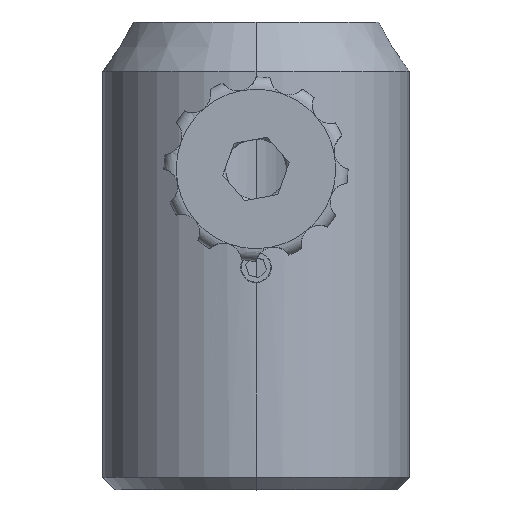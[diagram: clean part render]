
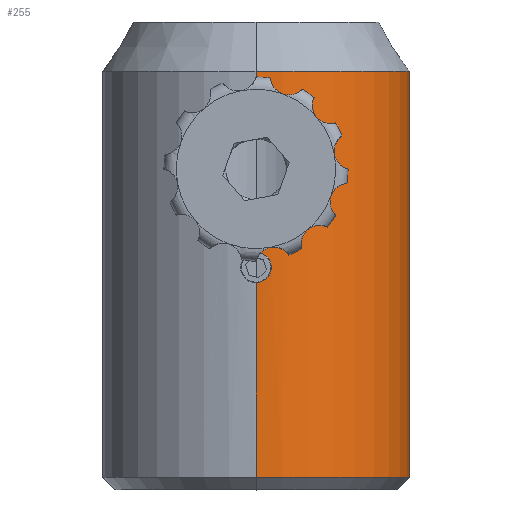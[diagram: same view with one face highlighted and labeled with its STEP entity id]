
A CAD part, top view. The second image highlights one B-rep face of the part: STEP entity #255.
In plain terms, the highlighted cylindrical face has radius 12.5 mm (diameter 25 mm), a partial arc.
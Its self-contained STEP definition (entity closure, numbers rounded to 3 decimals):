
#18 = DIRECTION ( 'NONE',  ( 0., 0., -1. ) ) ;
#26 = CARTESIAN_POINT ( 'NONE',  ( 0., -8.728, 0. ) ) ;
#74 = CARTESIAN_POINT ( 'NONE',  ( 1.25, 8.372, 12.437 ) ) ;
#131 = CARTESIAN_POINT ( 'NONE',  ( 0.63, 9.464, 12.485 ) ) ;
#162 = CARTESIAN_POINT ( 'NONE',  ( 2.371, 17.181, 12.273 ) ) ;
#180 = CARTESIAN_POINT ( 'NONE',  ( 0.328, 18.856, 12.497 ) ) ;
#194 = CARTESIAN_POINT ( 'NONE',  ( 0., 18.872, 12.5 ) ) ;
#244 = CARTESIAN_POINT ( 'NONE',  ( 0., 24.372, 12.5 ) ) ;
#255 = ADVANCED_FACE ( 'NONE', ( #3489 ), #534, .T. ) ;
#300 = EDGE_CURVE ( 'NONE', #3301, #359, #1398, .T. ) ;
#359 = VERTEX_POINT ( 'NONE', #2145 ) ;
#360 = CARTESIAN_POINT ( 'NONE',  ( 1.092, 7.741, 12.452 ) ) ;
#387 = VECTOR ( 'NONE', #3212, 1000. ) ;
#405 = CARTESIAN_POINT ( 'NONE',  ( 0.768, 9.371, 12.477 ) ) ;
#413 = CARTESIAN_POINT ( 'NONE',  ( 0., -19.865, 0. ) ) ;
#448 = VERTEX_POINT ( 'NONE', #3299 ) ;
#466 = EDGE_CURVE ( 'NONE', #448, #651, #3577, .T. ) ;
#481 = CARTESIAN_POINT ( 'NONE',  ( 0.648, 18.792, 12.484 ) ) ;
#493 = VERTEX_POINT ( 'NONE', #2523 ) ;
#532 = CARTESIAN_POINT ( 'NONE',  ( 2.168, 15.117, 12.311 ) ) ;
#534 = CYLINDRICAL_SURFACE ( 'NONE', #1212, 12.5 ) ;
#557 = DIRECTION ( 'NONE',  ( 0., -1., 0. ) ) ;
#559 = CARTESIAN_POINT ( 'NONE',  ( 1.987, 14.846, 12.341 ) ) ;
#597 = B_SPLINE_CURVE_WITH_KNOTS ( 'NONE', 3,
 ( #74, #2858, #1755, #360, #1154, #3136, #1439, #3425, #2577, #885 ),
 .UNSPECIFIED., .F., .F.,
 ( 4, 2, 2, 2, 4 ),
 ( 0., 0., 0.001, 0.001, 0.002 ),
 .UNSPECIFIED. ) ;
#615 = VERTEX_POINT ( 'NONE', #2294 ) ;
#651 = VERTEX_POINT ( 'NONE', #1441 ) ;
#762 = CARTESIAN_POINT ( 'NONE',  ( 0.807, 18.743, 12.475 ) ) ;
#797 = CARTESIAN_POINT ( 'NONE',  ( 2.483, 16.042, 12.251 ) ) ;
#819 = CARTESIAN_POINT ( 'NONE',  ( 0.164, 13.872, 12.5 ) ) ;
#842 = DIRECTION ( 'NONE',  ( 0., 0., -1. ) ) ;
#854 = DIRECTION ( 'NONE',  ( 0., -1., 0. ) ) ;
#885 = CARTESIAN_POINT ( 'NONE',  ( 0., 7.122, 12.5 ) ) ;
#906 = VERTEX_POINT ( 'NONE', #1026 ) ;
#952 = VERTEX_POINT ( 'NONE', #244 ) ;
#1026 = CARTESIAN_POINT ( 'NONE',  ( 0., -8.728, 12.5 ) ) ;
#1027 = ORIENTED_EDGE ( 'NONE', *, *, #1197, .T. ) ;
#1039 = CARTESIAN_POINT ( 'NONE',  ( 1.109, 18.618, 12.452 ) ) ;
#1053 = CARTESIAN_POINT ( 'NONE',  ( 1.258, 14.187, 12.44 ) ) ;
#1083 = DIRECTION ( 'NONE',  ( 0., -1., 0. ) ) ;
#1088 = CARTESIAN_POINT ( 'NONE',  ( 0.326, 13.888, 12.497 ) ) ;
#1095 = EDGE_CURVE ( 'NONE', #493, #906, #3530, .T. ) ;
#1146 = AXIS2_PLACEMENT_3D ( 'NONE', #1949, #1655, #18 ) ;
#1154 = CARTESIAN_POINT ( 'NONE',  ( 0.999, 7.603, 12.461 ) ) ;
#1197 = EDGE_CURVE ( 'NONE', #359, #493, #597, .T. ) ;
#1205 = EDGE_CURVE ( 'NONE', #615, #3301, #2642, .T. ) ;
#1212 = AXIS2_PLACEMENT_3D ( 'NONE', #413, #3266, #3505 ) ;
#1267 = CARTESIAN_POINT ( 'NONE',  ( 0., 9.622, 12.5 ) ) ;
#1280 = CARTESIAN_POINT ( 'NONE',  ( 2.42, 17.022, 12.264 ) ) ;
#1310 = CARTESIAN_POINT ( 'NONE',  ( 1.25, 8.537, 12.437 ) ) ;
#1323 = CARTESIAN_POINT ( 'NONE',  ( 1.525, 18.359, 12.407 ) ) ;
#1349 = CARTESIAN_POINT ( 'NONE',  ( 1.882, 14.718, 12.358 ) ) ;
#1382 = CARTESIAN_POINT ( 'NONE',  ( 0., 13.872, 12.5 ) ) ;
#1398 = B_SPLINE_CURVE_WITH_KNOTS ( 'NONE', 3,
 ( #1267, #3223, #3554, #131, #405, #1540, #3050, #1896, #1310, #3582 ),
 .UNSPECIFIED., .F., .F.,
 ( 4, 2, 2, 2, 4 ),
 ( 0.006, 0.006, 0.007, 0.007, 0.008 ),
 .UNSPECIFIED. ) ;
#1439 = CARTESIAN_POINT ( 'NONE',  ( 0.629, 7.279, 12.485 ) ) ;
#1441 = CARTESIAN_POINT ( 'NONE',  ( 0., -8.728, -12.5 ) ) ;
#1476 = VECTOR ( 'NONE', #557, 1000. ) ;
#1540 = CARTESIAN_POINT ( 'NONE',  ( 0.999, 9.141, 12.461 ) ) ;
#1553 = CARTESIAN_POINT ( 'NONE',  ( 1.997, 17.91, 12.342 ) ) ;
#1570 = CARTESIAN_POINT ( 'NONE',  ( 2.5, 16.536, 12.247 ) ) ;
#1602 = CARTESIAN_POINT ( 'NONE',  ( 2.184, 17.632, 12.308 ) ) ;
#1653 = CARTESIAN_POINT ( 'NONE',  ( 0.649, 13.952, 12.484 ) ) ;
#1655 = DIRECTION ( 'NONE',  ( 0., -1., 0. ) ) ;
#1658 = ORIENTED_EDGE ( 'NONE', *, *, #3404, .T. ) ;
#1677 = ORIENTED_EDGE ( 'NONE', *, *, #1682, .T. ) ;
#1682 = EDGE_CURVE ( 'NONE', #448, #952, #3241, .T. ) ;
#1733 = CARTESIAN_POINT ( 'NONE',  ( 0., -19.865, 12.5 ) ) ;
#1755 = CARTESIAN_POINT ( 'NONE',  ( 1.217, 8.044, 12.441 ) ) ;
#1819 = ORIENTED_EDGE ( 'NONE', *, *, #466, .F. ) ;
#1853 = AXIS2_PLACEMENT_3D ( 'NONE', #26, #854, #842 ) ;
#1877 = CARTESIAN_POINT ( 'NONE',  ( 0.165, 18.872, 12.5 ) ) ;
#1896 = CARTESIAN_POINT ( 'NONE',  ( 1.217, 8.701, 12.441 ) ) ;
#1918 = CARTESIAN_POINT ( 'NONE',  ( 2.5, 16.205, 12.247 ) ) ;
#1936 = CARTESIAN_POINT ( 'NONE',  ( 2.42, 15.722, 12.264 ) ) ;
#1949 = CARTESIAN_POINT ( 'NONE',  ( 0., 24.372, 0. ) ) ;
#1963 = CARTESIAN_POINT ( 'NONE',  ( 0., -19.865, 12.5 ) ) ;
#2091 = ORIENTED_EDGE ( 'NONE', *, *, #1205, .T. ) ;
#2141 = CIRCLE ( 'NONE', #1853, 12.5 ) ;
#2145 = CARTESIAN_POINT ( 'NONE',  ( 1.25, 8.372, 12.437 ) ) ;
#2209 = CARTESIAN_POINT ( 'NONE',  ( 0., 18.872, 12.5 ) ) ;
#2210 = EDGE_CURVE ( 'NONE', #952, #3493, #2938, .T. ) ;
#2238 = ORIENTED_EDGE ( 'NONE', *, *, #1095, .T. ) ;
#2294 = CARTESIAN_POINT ( 'NONE',  ( 0., 13.872, 12.5 ) ) ;
#2340 = ORIENTED_EDGE ( 'NONE', *, *, #2210, .T. ) ;
#2487 = CARTESIAN_POINT ( 'NONE',  ( 0., -19.865, 12.5 ) ) ;
#2497 = CARTESIAN_POINT ( 'NONE',  ( 0., -19.865, -12.5 ) ) ;
#2499 = ORIENTED_EDGE ( 'NONE', *, *, #3535, .F. ) ;
#2515 = CARTESIAN_POINT ( 'NONE',  ( 1.536, 14.373, 12.407 ) ) ;
#2523 = CARTESIAN_POINT ( 'NONE',  ( 0., 7.122, 12.5 ) ) ;
#2524 = CARTESIAN_POINT ( 'NONE',  ( 0.807, 14., 12.475 ) ) ;
#2577 = CARTESIAN_POINT ( 'NONE',  ( 0.163, 7.122, 12.5 ) ) ;
#2639 = CARTESIAN_POINT ( 'NONE',  ( 0., 9.622, 12.5 ) ) ;
#2642 = LINE ( 'NONE', #1733, #387 ) ;
#2754 = CARTESIAN_POINT ( 'NONE',  ( 2.245, 15.26, 12.297 ) ) ;
#2858 = CARTESIAN_POINT ( 'NONE',  ( 1.25, 8.206, 12.437 ) ) ;
#2869 = VECTOR ( 'NONE', #3077, 1000. ) ;
#2938 = LINE ( 'NONE', #2487, #1476 ) ;
#2995 = ORIENTED_EDGE ( 'NONE', *, *, #300, .T. ) ;
#3021 = CARTESIAN_POINT ( 'NONE',  ( 1.253, 18.541, 12.438 ) ) ;
#3047 = CARTESIAN_POINT ( 'NONE',  ( 2.371, 15.563, 12.273 ) ) ;
#3050 = CARTESIAN_POINT ( 'NONE',  ( 1.092, 9.002, 12.452 ) ) ;
#3077 = DIRECTION ( 'NONE',  ( 0., -1., 0. ) ) ;
#3136 = CARTESIAN_POINT ( 'NONE',  ( 0.768, 7.372, 12.477 ) ) ;
#3169 = VECTOR ( 'NONE', #1083, 1000. ) ;
#3212 = DIRECTION ( 'NONE',  ( 0., -1., 0. ) ) ;
#3223 = CARTESIAN_POINT ( 'NONE',  ( 0.165, 9.622, 12.5 ) ) ;
#3241 = CIRCLE ( 'NONE', #1146, 12.5 ) ;
#3264 = CARTESIAN_POINT ( 'NONE',  ( 2.484, 16.699, 12.251 ) ) ;
#3266 = DIRECTION ( 'NONE',  ( 0., -1., 0. ) ) ;
#3299 = CARTESIAN_POINT ( 'NONE',  ( 0., 24.372, -12.5 ) ) ;
#3301 = VERTEX_POINT ( 'NONE', #2639 ) ;
#3306 = CARTESIAN_POINT ( 'NONE',  ( 1.653, 18.254, 12.391 ) ) ;
#3359 = B_SPLINE_CURVE_WITH_KNOTS ( 'NONE', 3,
 ( #194, #1877, #180, #481, #762, #1039, #3021, #1323, #3306, #1553, #1602, #162, #1280, #3264, #1570, #1918, #797, #1936, #3047, #2754, #532, #559, #1349, #2515, #1053, #2524, #1653, #1088, #819, #1382 ),
 .UNSPECIFIED., .F., .F.,
 ( 4, 2, 2, 2, 2, 2, 2, 2, 2, 2, 2, 2, 2, 2, 4 ),
 ( 0.012, 0.012, 0.013, 0.013, 0.014, 0.015, 0.015, 0.016, 0.016, 0.017, 0.017, 0.018, 0.019, 0.019, 0.02 ),
 .UNSPECIFIED. ) ;
#3404 = EDGE_CURVE ( 'NONE', #3493, #615, #3359, .T. ) ;
#3425 = CARTESIAN_POINT ( 'NONE',  ( 0.328, 7.155, 12.497 ) ) ;
#3489 = FACE_OUTER_BOUND ( 'NONE', #3570, .T. ) ;
#3493 = VERTEX_POINT ( 'NONE', #2209 ) ;
#3505 = DIRECTION ( 'NONE',  ( 0., 0., -1. ) ) ;
#3530 = LINE ( 'NONE', #1963, #2869 ) ;
#3535 = EDGE_CURVE ( 'NONE', #651, #906, #2141, .T. ) ;
#3554 = CARTESIAN_POINT ( 'NONE',  ( 0.327, 9.589, 12.497 ) ) ;
#3570 = EDGE_LOOP ( 'NONE', ( #1677, #2340, #1658, #2091, #2995, #1027, #2238, #2499, #1819 ) ) ;
#3577 = LINE ( 'NONE', #2497, #3169 ) ;
#3582 = CARTESIAN_POINT ( 'NONE',  ( 1.25, 8.372, 12.437 ) ) ;
